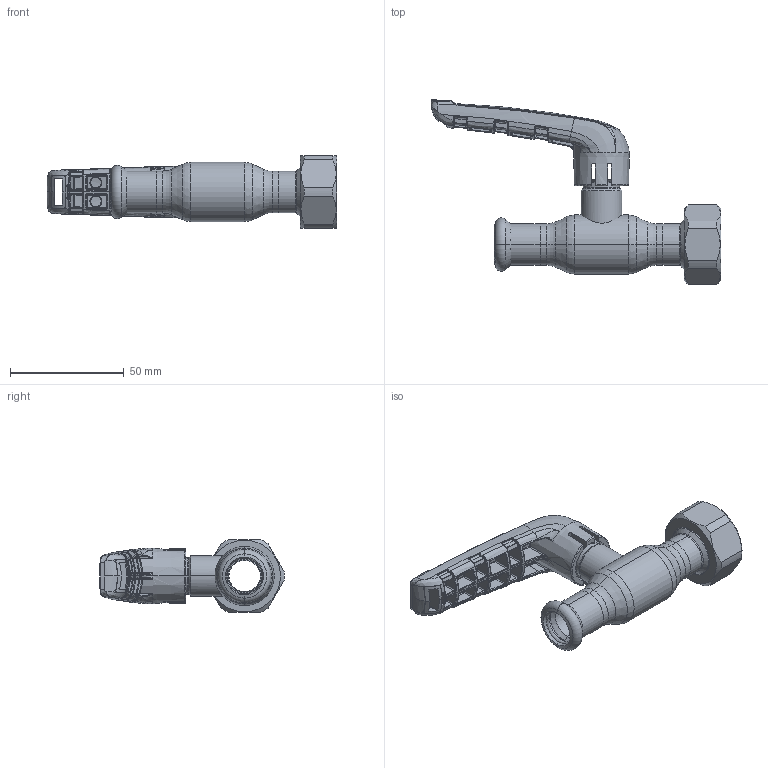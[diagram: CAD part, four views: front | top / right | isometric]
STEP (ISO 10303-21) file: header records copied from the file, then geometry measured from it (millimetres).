
FILE_DESCRIPTION (( 'STEP AP214' ), '1' );
FILE_NAME ('XPR11400 DN10 G34 x 15.step', '2018-09-18T10:39:56', ( '' ), ( '' ), 'SwSTEP 2.0', 'SolidWorks 2017', '' );
FILE_SCHEMA (( 'AUTOMOTIVE_DESIGN' ));
Length unit declared in the file: millimetre
Products named in the file (1): XPR11400 DN10 G34 x 15
Bounding box: 127.15 x 81.17 x 32 mm (x, y, z)
Surface area: 23466.3 mm2 (no closed solid volume)
Topology: 0 solids, 13 shells, 841 faces, 2515 edges, 1584 vertices
Faces by surface type: bspline 669, plane 61, cylinder 46, cone 36, torus 27, sphere 2
Entity records: 60658 total; most frequent: CARTESIAN_POINT 34959, ORIENTED_EDGE 4289, EDGE_CURVE 2481, DIRECTION 1720, B_SPLINE_CURVE_WITH_KNOTS 1693, VERTEX_POINT 1580, EDGE_LOOP 866, UNCERTAINTY_MEASURE_WITH_UNIT 843
